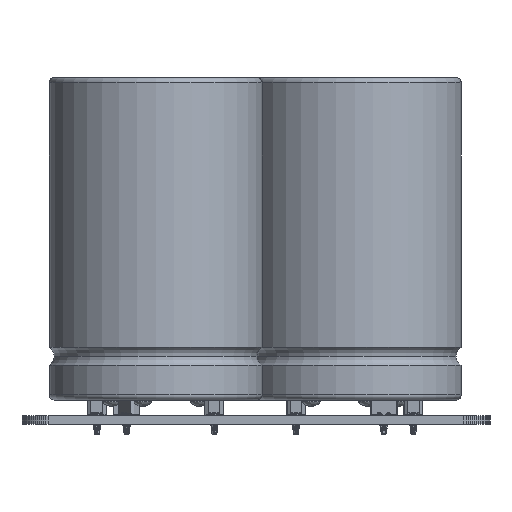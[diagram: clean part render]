
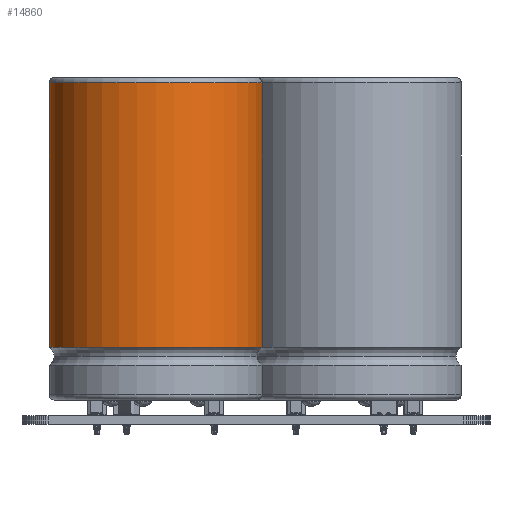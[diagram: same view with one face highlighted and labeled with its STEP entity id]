
A CAD part, left-side view. The second image highlights one B-rep face of the part: STEP entity #14860.
In plain terms, the highlighted cylindrical face has radius 20.5 mm (diameter 41 mm), a partial arc.
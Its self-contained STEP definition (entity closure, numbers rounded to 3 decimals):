
#10885 = TOROIDAL_SURFACE('',#10886,21.5,1.976);
#10886 = AXIS2_PLACEMENT_3D('',#10887,#10888,#10889);
#10887 = CARTESIAN_POINT('',(0.,8.406,0.));
#10888 = DIRECTION('',(-0.,-1.,-0.));
#10889 = DIRECTION('',(0.,0.,-1.));
#13286 = VERTEX_POINT('',#13287);
#13287 = CARTESIAN_POINT('',(0.,61.,-20.5));
#13288 = VERTEX_POINT('',#13289);
#13289 = CARTESIAN_POINT('',(0.,61.,20.5));
#13309 = CYLINDRICAL_SURFACE('',#13310,20.5);
#13310 = AXIS2_PLACEMENT_3D('',#13311,#13312,#13313);
#13311 = CARTESIAN_POINT('',(0.,62.,0.));
#13312 = DIRECTION('',(-0.,-1.,-0.));
#13313 = DIRECTION('',(0.,0.,-1.));
#13338 = TOROIDAL_SURFACE('',#13339,19.5,1.);
#13339 = AXIS2_PLACEMENT_3D('',#13340,#13341,#13342);
#13340 = CARTESIAN_POINT('',(0.,61.,0.));
#13341 = DIRECTION('',(0.,1.,0.));
#13342 = DIRECTION('',(0.,-0.,1.));
#13518 = EDGE_CURVE('',#13288,#13519,#13521,.T.);
#13519 = VERTEX_POINT('',#13520);
#13520 = CARTESIAN_POINT('',(0.,10.11,20.5));
#13521 = SURFACE_CURVE('',#13522,(#13526,#13533),.PCURVE_S1.);
#13522 = LINE('',#13523,#13524);
#13523 = CARTESIAN_POINT('',(0.,62.,20.5));
#13524 = VECTOR('',#13525,1.);
#13525 = DIRECTION('',(-0.,-1.,-0.));
#13526 = PCURVE('',#13309,#13527);
#13527 = DEFINITIONAL_REPRESENTATION('',(#13528),#13532);
#13528 = LINE('',#13529,#13530);
#13529 = CARTESIAN_POINT('',(3.142,0.));
#13530 = VECTOR('',#13531,1.);
#13531 = DIRECTION('',(0.,1.));
#13532 = ( GEOMETRIC_REPRESENTATION_CONTEXT(2) 
PARAMETRIC_REPRESENTATION_CONTEXT() REPRESENTATION_CONTEXT('2D SPACE',''
  ) );
#13533 = PCURVE('',#13534,#13539);
#13534 = CYLINDRICAL_SURFACE('',#13535,20.5);
#13535 = AXIS2_PLACEMENT_3D('',#13536,#13537,#13538);
#13536 = CARTESIAN_POINT('',(0.,62.,0.));
#13537 = DIRECTION('',(-0.,-1.,-0.));
#13538 = DIRECTION('',(0.,0.,-1.));
#13539 = DEFINITIONAL_REPRESENTATION('',(#13540),#13544);
#13540 = LINE('',#13541,#13542);
#13541 = CARTESIAN_POINT('',(3.142,0.));
#13542 = VECTOR('',#13543,1.);
#13543 = DIRECTION('',(0.,1.));
#13544 = ( GEOMETRIC_REPRESENTATION_CONTEXT(2) 
PARAMETRIC_REPRESENTATION_CONTEXT() REPRESENTATION_CONTEXT('2D SPACE',''
  ) );
#13547 = VERTEX_POINT('',#13548);
#13548 = CARTESIAN_POINT('',(0.,10.11,-20.5));
#13570 = EDGE_CURVE('',#13286,#13547,#13571,.T.);
#13571 = SURFACE_CURVE('',#13572,(#13576,#13583),.PCURVE_S1.);
#13572 = LINE('',#13573,#13574);
#13573 = CARTESIAN_POINT('',(0.,62.,-20.5));
#13574 = VECTOR('',#13575,1.);
#13575 = DIRECTION('',(-0.,-1.,-0.));
#13576 = PCURVE('',#13309,#13577);
#13577 = DEFINITIONAL_REPRESENTATION('',(#13578),#13582);
#13578 = LINE('',#13579,#13580);
#13579 = CARTESIAN_POINT('',(0.,0.));
#13580 = VECTOR('',#13581,1.);
#13581 = DIRECTION('',(0.,1.));
#13582 = ( GEOMETRIC_REPRESENTATION_CONTEXT(2) 
PARAMETRIC_REPRESENTATION_CONTEXT() REPRESENTATION_CONTEXT('2D SPACE',''
  ) );
#13583 = PCURVE('',#13534,#13584);
#13584 = DEFINITIONAL_REPRESENTATION('',(#13585),#13589);
#13585 = LINE('',#13586,#13587);
#13586 = CARTESIAN_POINT('',(6.283,0.));
#13587 = VECTOR('',#13588,1.);
#13588 = DIRECTION('',(0.,1.));
#13589 = ( GEOMETRIC_REPRESENTATION_CONTEXT(2) 
PARAMETRIC_REPRESENTATION_CONTEXT() REPRESENTATION_CONTEXT('2D SPACE',''
  ) );
#13616 = EDGE_CURVE('',#13519,#13547,#13617,.T.);
#13617 = SURFACE_CURVE('',#13618,(#13623,#13630),.PCURVE_S1.);
#13618 = CIRCLE('',#13619,20.5);
#13619 = AXIS2_PLACEMENT_3D('',#13620,#13621,#13622);
#13620 = CARTESIAN_POINT('',(0.,10.11,0.));
#13621 = DIRECTION('',(0.,-1.,-0.));
#13622 = DIRECTION('',(0.,0.,-1.));
#13623 = PCURVE('',#10885,#13624);
#13624 = DEFINITIONAL_REPRESENTATION('',(#13625),#13629);
#13625 = LINE('',#13626,#13627);
#13626 = CARTESIAN_POINT('',(0.,4.182));
#13627 = VECTOR('',#13628,1.);
#13628 = DIRECTION('',(1.,0.));
#13629 = ( GEOMETRIC_REPRESENTATION_CONTEXT(2) 
PARAMETRIC_REPRESENTATION_CONTEXT() REPRESENTATION_CONTEXT('2D SPACE',''
  ) );
#13630 = PCURVE('',#13534,#13631);
#13631 = DEFINITIONAL_REPRESENTATION('',(#13632),#13636);
#13632 = LINE('',#13633,#13634);
#13633 = CARTESIAN_POINT('',(0.,51.89));
#13634 = VECTOR('',#13635,1.);
#13635 = DIRECTION('',(1.,0.));
#13636 = ( GEOMETRIC_REPRESENTATION_CONTEXT(2) 
PARAMETRIC_REPRESENTATION_CONTEXT() REPRESENTATION_CONTEXT('2D SPACE',''
  ) );
#14860 = ADVANCED_FACE('',(#14861),#13534,.T.);
#14861 = FACE_BOUND('',#14862,.T.);
#14862 = EDGE_LOOP('',(#14863,#14864,#14886,#14887));
#14863 = ORIENTED_EDGE('',*,*,#13518,.F.);
#14864 = ORIENTED_EDGE('',*,*,#14865,.T.);
#14865 = EDGE_CURVE('',#13288,#13286,#14866,.T.);
#14866 = SURFACE_CURVE('',#14867,(#14872,#14879),.PCURVE_S1.);
#14867 = CIRCLE('',#14868,20.5);
#14868 = AXIS2_PLACEMENT_3D('',#14869,#14870,#14871);
#14869 = CARTESIAN_POINT('',(0.,61.,0.));
#14870 = DIRECTION('',(0.,-1.,0.));
#14871 = DIRECTION('',(0.,0.,1.));
#14872 = PCURVE('',#13534,#14873);
#14873 = DEFINITIONAL_REPRESENTATION('',(#14874),#14878);
#14874 = LINE('',#14875,#14876);
#14875 = CARTESIAN_POINT('',(3.142,1.));
#14876 = VECTOR('',#14877,1.);
#14877 = DIRECTION('',(1.,0.));
#14878 = ( GEOMETRIC_REPRESENTATION_CONTEXT(2) 
PARAMETRIC_REPRESENTATION_CONTEXT() REPRESENTATION_CONTEXT('2D SPACE',''
  ) );
#14879 = PCURVE('',#13338,#14880);
#14880 = DEFINITIONAL_REPRESENTATION('',(#14881),#14885);
#14881 = LINE('',#14882,#14883);
#14882 = CARTESIAN_POINT('',(6.283,0.));
#14883 = VECTOR('',#14884,1.);
#14884 = DIRECTION('',(-1.,0.));
#14885 = ( GEOMETRIC_REPRESENTATION_CONTEXT(2) 
PARAMETRIC_REPRESENTATION_CONTEXT() REPRESENTATION_CONTEXT('2D SPACE',''
  ) );
#14886 = ORIENTED_EDGE('',*,*,#13570,.T.);
#14887 = ORIENTED_EDGE('',*,*,#13616,.F.);
